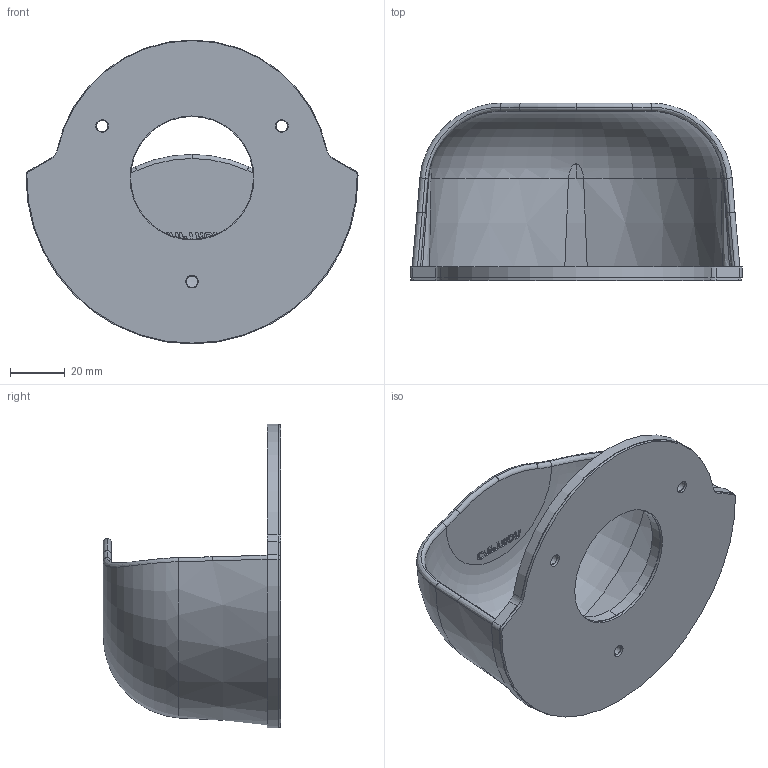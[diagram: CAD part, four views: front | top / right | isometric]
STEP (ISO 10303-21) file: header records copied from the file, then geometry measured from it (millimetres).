
FILE_DESCRIPTION (( 'STEP AP203' ), '1' );
FILE_NAME ('SCP4.STEP', '2013-05-16T07:52:58', ( 'Systemverwalter' ), ( 'CAPTRON Electronic GmbH' ), 'SwSTEP 2.0', 'SolidWorks 2011', '' );
FILE_SCHEMA (( 'CONFIG_CONTROL_DESIGN' ));
Length unit declared in the file: millimetre
Products named in the file (1): SCP4
Bounding box: 121.59 x 65 x 111.3 mm (x, y, z)
Surface area: 54493.5 mm2 (no closed solid volume)
Topology: 0 solids, 3 shells, 121 faces, 369 edges, 245 vertices
Faces by surface type: plane 42, cylinder 33, bspline 28, torus 11, cone 7
Entity records: 5681 total; most frequent: CARTESIAN_POINT 2439, DIRECTION 629, ORIENTED_EDGE 627, EDGE_CURVE 369, VERTEX_POINT 245, AXIS2_PLACEMENT_3D 227, VECTOR 175, LINE 175
